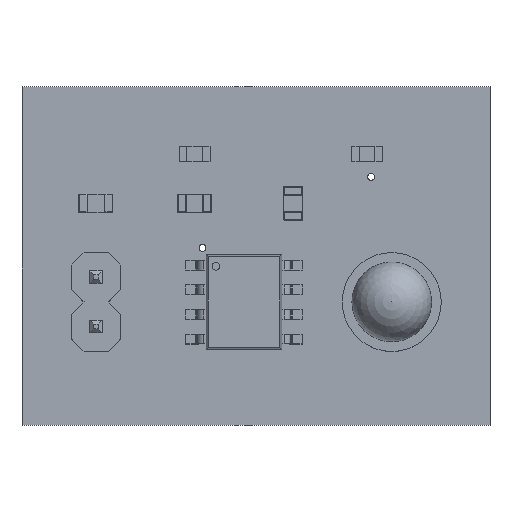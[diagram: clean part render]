
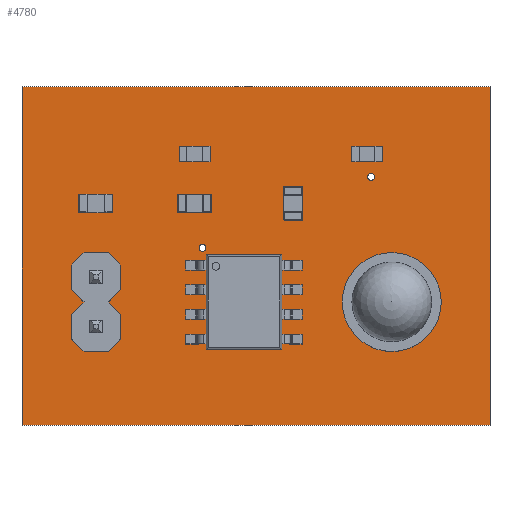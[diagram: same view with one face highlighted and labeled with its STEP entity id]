
A CAD part, top view. The second image highlights one B-rep face of the part: STEP entity #4780.
In plain terms, the highlighted planar face has unit normal (0, 0, 1).
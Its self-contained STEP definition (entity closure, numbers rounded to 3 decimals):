
#334=FACE_BOUND('',#838,.T.);
#335=FACE_BOUND('',#839,.T.);
#336=FACE_BOUND('',#840,.T.);
#337=FACE_BOUND('',#841,.T.);
#338=FACE_BOUND('',#842,.T.);
#339=FACE_BOUND('',#843,.T.);
#360=PLANE('',#5143);
#561=FACE_OUTER_BOUND('',#837,.T.);
#837=EDGE_LOOP('',(#3424,#3425,#3426,#3427));
#838=EDGE_LOOP('',(#3428));
#839=EDGE_LOOP('',(#3429));
#840=EDGE_LOOP('',(#3430));
#841=EDGE_LOOP('',(#3431));
#842=EDGE_LOOP('',(#3432));
#843=EDGE_LOOP('',(#3433));
#1133=LINE('',#6972,#1663);
#1136=LINE('',#6978,#1666);
#1139=LINE('',#6984,#1669);
#1142=LINE('',#6988,#1672);
#1663=VECTOR('',#5595,10.);
#1666=VECTOR('',#5600,10.);
#1669=VECTOR('',#5605,10.);
#1672=VECTOR('',#5610,10.);
#2186=CIRCLE('',#5123,0.508);
#2188=CIRCLE('',#5126,0.175);
#2190=CIRCLE('',#5129,0.406);
#2192=CIRCLE('',#5132,0.175);
#2194=CIRCLE('',#5135,0.508);
#2196=CIRCLE('',#5138,0.406);
#2317=VERTEX_POINT('',#6932);
#2319=VERTEX_POINT('',#6938);
#2321=VERTEX_POINT('',#6944);
#2323=VERTEX_POINT('',#6950);
#2325=VERTEX_POINT('',#6956);
#2327=VERTEX_POINT('',#6962);
#2330=VERTEX_POINT('',#6969);
#2331=VERTEX_POINT('',#6971);
#2333=VERTEX_POINT('',#6977);
#2335=VERTEX_POINT('',#6983);
#2725=EDGE_CURVE('',#2317,#2317,#2186,.T.);
#2728=EDGE_CURVE('',#2319,#2319,#2188,.T.);
#2731=EDGE_CURVE('',#2321,#2321,#2190,.T.);
#2734=EDGE_CURVE('',#2323,#2323,#2192,.T.);
#2737=EDGE_CURVE('',#2325,#2325,#2194,.T.);
#2740=EDGE_CURVE('',#2327,#2327,#2196,.T.);
#2743=EDGE_CURVE('',#2331,#2330,#1133,.T.);
#2746=EDGE_CURVE('',#2333,#2331,#1136,.T.);
#2749=EDGE_CURVE('',#2335,#2333,#1139,.T.);
#2752=EDGE_CURVE('',#2330,#2335,#1142,.T.);
#3424=ORIENTED_EDGE('',*,*,#2752,.T.);
#3425=ORIENTED_EDGE('',*,*,#2749,.T.);
#3426=ORIENTED_EDGE('',*,*,#2746,.T.);
#3427=ORIENTED_EDGE('',*,*,#2743,.T.);
#3428=ORIENTED_EDGE('',*,*,#2725,.T.);
#3429=ORIENTED_EDGE('',*,*,#2728,.T.);
#3430=ORIENTED_EDGE('',*,*,#2731,.T.);
#3431=ORIENTED_EDGE('',*,*,#2734,.T.);
#3432=ORIENTED_EDGE('',*,*,#2737,.T.);
#3433=ORIENTED_EDGE('',*,*,#2740,.T.);
#4780=ADVANCED_FACE('',(#561,#334,#335,#336,#337,#338,#339),#360,.T.);
#5123=AXIS2_PLACEMENT_3D('',#6934,#5554,#5555);
#5126=AXIS2_PLACEMENT_3D('',#6940,#5561,#5562);
#5129=AXIS2_PLACEMENT_3D('',#6946,#5568,#5569);
#5132=AXIS2_PLACEMENT_3D('',#6952,#5575,#5576);
#5135=AXIS2_PLACEMENT_3D('',#6958,#5582,#5583);
#5138=AXIS2_PLACEMENT_3D('',#6964,#5589,#5590);
#5143=AXIS2_PLACEMENT_3D('',#6989,#5611,#5612);
#5554=DIRECTION('center_axis',(0.,0.,-1.));
#5555=DIRECTION('ref_axis',(1.,0.,0.));
#5561=DIRECTION('center_axis',(0.,0.,-1.));
#5562=DIRECTION('ref_axis',(1.,0.,0.));
#5568=DIRECTION('center_axis',(0.,0.,-1.));
#5569=DIRECTION('ref_axis',(1.,0.,0.));
#5575=DIRECTION('center_axis',(0.,0.,-1.));
#5576=DIRECTION('ref_axis',(1.,0.,0.));
#5582=DIRECTION('center_axis',(0.,0.,-1.));
#5583=DIRECTION('ref_axis',(1.,0.,0.));
#5589=DIRECTION('center_axis',(0.,0.,-1.));
#5590=DIRECTION('ref_axis',(1.,0.,0.));
#5595=DIRECTION('',(-1.,0.,0.));
#5600=DIRECTION('',(0.,1.,0.));
#5605=DIRECTION('',(1.,0.,0.));
#5610=DIRECTION('',(0.,-1.,0.));
#5611=DIRECTION('center_axis',(0.,0.,1.));
#5612=DIRECTION('ref_axis',(1.,0.,0.));
#6932=CARTESIAN_POINT('',(3.302,7.62,1.57));
#6934=CARTESIAN_POINT('Origin',(3.81,7.62,1.57));
#6938=CARTESIAN_POINT('',(9.121,9.144,1.57));
#6940=CARTESIAN_POINT('Origin',(9.296,9.144,1.57));
#6944=CARTESIAN_POINT('',(19.914,6.35,1.57));
#6946=CARTESIAN_POINT('Origin',(20.32,6.35,1.57));
#6950=CARTESIAN_POINT('',(17.808,12.802,1.57));
#6952=CARTESIAN_POINT('Origin',(17.983,12.802,1.57));
#6956=CARTESIAN_POINT('',(3.302,5.08,1.57));
#6958=CARTESIAN_POINT('Origin',(3.81,5.08,1.57));
#6962=CARTESIAN_POINT('',(17.374,6.35,1.57));
#6964=CARTESIAN_POINT('Origin',(17.78,6.35,1.57));
#6969=CARTESIAN_POINT('',(0.,17.45,1.57));
#6971=CARTESIAN_POINT('',(24.11,17.45,1.57));
#6972=CARTESIAN_POINT('',(24.11,17.45,1.57));
#6977=CARTESIAN_POINT('',(24.11,0.,1.57));
#6978=CARTESIAN_POINT('',(24.11,0.,1.57));
#6983=CARTESIAN_POINT('',(0.,0.,1.57));
#6984=CARTESIAN_POINT('',(0.,0.,1.57));
#6988=CARTESIAN_POINT('',(0.,17.45,1.57));
#6989=CARTESIAN_POINT('Origin',(12.055,8.725,1.57));
